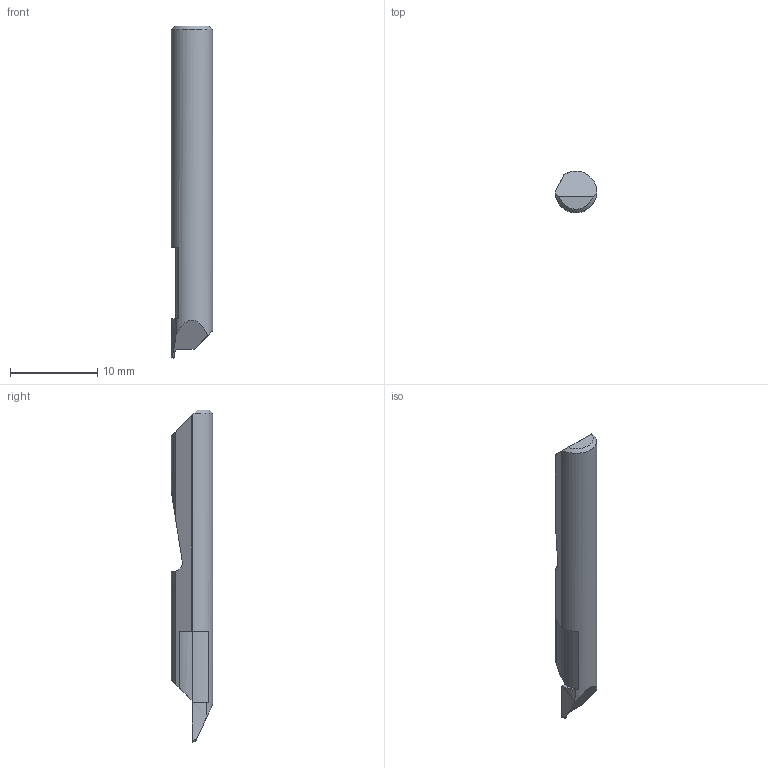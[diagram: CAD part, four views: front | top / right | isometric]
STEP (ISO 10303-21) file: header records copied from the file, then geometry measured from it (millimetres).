
FILE_DESCRIPTION (( 'STEP AP214' ), '1' );
FILE_NAME ('Micro_QFGF-187-017-025X.STEP', '2021-09-09T14:20:07', ( '' ), ( '' ), 'SwSTEP 2.0', 'SolidWorks 2020', '' );
FILE_SCHEMA (( 'AUTOMOTIVE_DESIGN' ));
Length unit declared in the file: inch
Products named in the file (1): Micro_QFGF-187-017-025X
Bounding box: 4.76 x 4.76 x 38.1 mm (x, y, z)
Volume: 558.4 mm3; surface area: 543.2 mm2
Topology: 1 solids, 1 shells, 26 faces, 70 edges, 46 vertices
Faces by surface type: plane 14, cylinder 9, cone 2, bspline 1
Entity records: 875 total; most frequent: CARTESIAN_POINT 249, ORIENTED_EDGE 140, DIRECTION 103, EDGE_CURVE 70, VERTEX_POINT 46, AXIS2_PLACEMENT_3D 35, VECTOR 33, LINE 33
